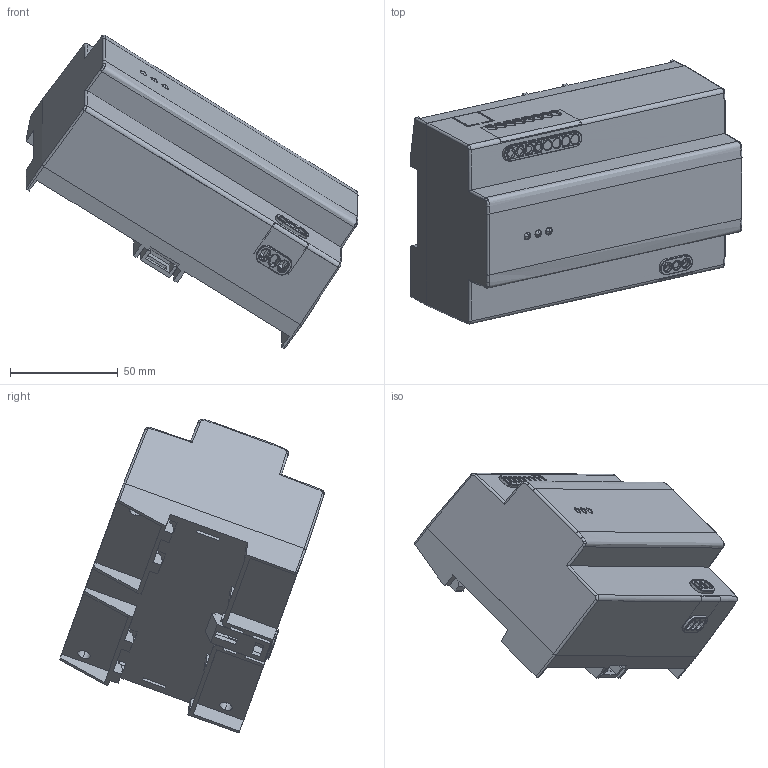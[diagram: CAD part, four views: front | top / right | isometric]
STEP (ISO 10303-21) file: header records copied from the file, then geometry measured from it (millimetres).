
FILE_DESCRIPTION(('CATIA V5 STEP Exchange'),'2;1');
FILE_NAME('VI2F-ALI.stp','2024-03-21T10:14:53+00:00',('none'),('none'),'CATIA Version 5-6 Release 2016 SP6','CATIA V5 STEP AP203','none');
FILE_SCHEMA(('CONFIG_CONTROL_DESIGN'));
Products named in the file (1): VI2F-ALI
Assembly tree (2 placements, depth 2):
  VI2F-ALI
    #57
    #156404
Bounding box: 153.81 x 122.46 x 145.26 mm (x, y, z)
Volume: 438171.2 mm3; surface area: 450182.8 mm2
Topology: 54 solids, 81 shells, 4041 faces, 10775 edges, 6962 vertices
Faces by surface type: plane 2670, cylinder 938, bspline 271, cone 106, extrusion 24, sphere 16, torus 16
Entity records: 156375 total; most frequent: CARTESIAN_POINT 60524, ORIENTED_EDGE 21482, DIRECTION 16218, EDGE_CURVE 10741, VECTOR 7693, LINE 7669, VERTEX_POINT 6958, AXIS2_PLACEMENT_3D 4783
